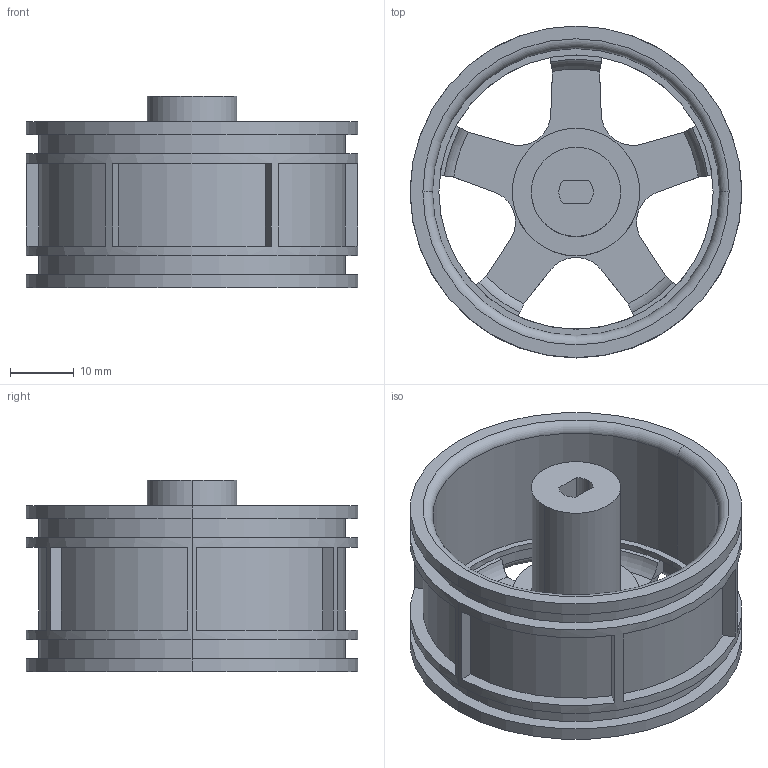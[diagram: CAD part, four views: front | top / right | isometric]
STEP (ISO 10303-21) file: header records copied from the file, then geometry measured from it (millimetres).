
FILE_DESCRIPTION (( 'STEP AP214' ), '1' );
FILE_NAME ('Rueda.STEP', '2021-05-09T21:44:11', ( '' ), ( '' ), 'SwSTEP 2.0', 'SolidWorks 2020', '' );
FILE_SCHEMA (( 'AUTOMOTIVE_DESIGN' ));
Length unit declared in the file: millimetre
Products named in the file (1): Rueda
Bounding box: 52 x 52 x 30 mm (x, y, z)
Volume: 14069.7 mm3; surface area: 15028.1 mm2
Topology: 1 solids, 1 shells, 150 faces, 389 edges, 250 vertices
Faces by surface type: plane 80, cylinder 44, torus 18, cone 8
Entity records: 4804 total; most frequent: CARTESIAN_POINT 936, DIRECTION 864, ORIENTED_EDGE 778, EDGE_CURVE 389, AXIS2_PLACEMENT_3D 342, VERTEX_POINT 250, CIRCLE 191, LINE 180
